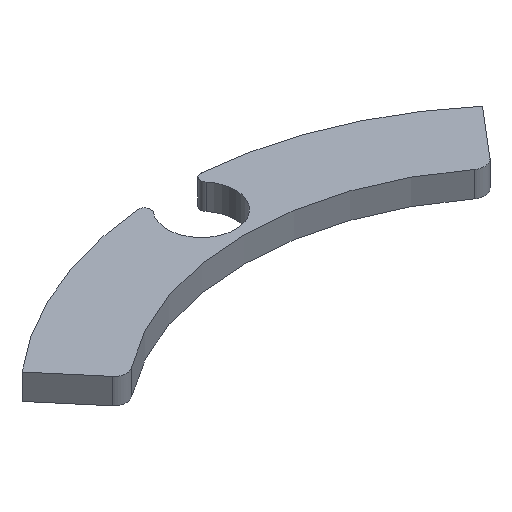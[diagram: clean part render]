
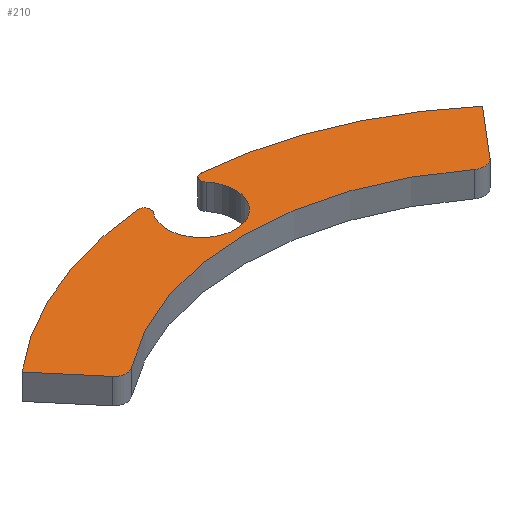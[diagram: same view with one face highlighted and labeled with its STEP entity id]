
A CAD part, isometric view. The second image highlights one B-rep face of the part: STEP entity #210.
In plain terms, the highlighted planar face has unit normal (0, 0, 1).
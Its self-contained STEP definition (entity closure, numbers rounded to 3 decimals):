
#16=PLANE('',#248);
#24=FACE_OUTER_BOUND('',#36,.T.);
#36=EDGE_LOOP('',(#163,#164,#165,#166,#167,#168,#169,#170,#171,#172));
#50=LINE('',#375,#64);
#51=LINE('',#382,#65);
#64=VECTOR('',#306,10.);
#65=VECTOR('',#313,10.);
#71=CIRCLE('',#232,1.);
#74=CIRCLE('',#236,5.35);
#81=CIRCLE('',#245,1.);
#82=CIRCLE('',#247,56.);
#83=CIRCLE('',#249,56.);
#84=CIRCLE('',#250,2.);
#85=CIRCLE('',#251,44.);
#86=CIRCLE('',#252,2.);
#87=VERTEX_POINT('',#333);
#88=VERTEX_POINT('',#334);
#92=VERTEX_POINT('',#344);
#100=VERTEX_POINT('',#364);
#101=VERTEX_POINT('',#368);
#102=VERTEX_POINT('',#372);
#103=VERTEX_POINT('',#374);
#104=VERTEX_POINT('',#376);
#105=VERTEX_POINT('',#378);
#106=VERTEX_POINT('',#380);
#107=EDGE_CURVE('',#87,#88,#71,.T.);
#113=EDGE_CURVE('',#87,#92,#74,.T.);
#123=EDGE_CURVE('',#100,#92,#81,.T.);
#124=EDGE_CURVE('',#101,#88,#82,.T.);
#126=EDGE_CURVE('',#100,#102,#83,.T.);
#127=EDGE_CURVE('',#102,#103,#50,.T.);
#128=EDGE_CURVE('',#103,#104,#84,.T.);
#129=EDGE_CURVE('',#104,#105,#85,.T.);
#130=EDGE_CURVE('',#105,#106,#86,.T.);
#131=EDGE_CURVE('',#106,#101,#51,.T.);
#163=ORIENTED_EDGE('',*,*,#107,.F.);
#164=ORIENTED_EDGE('',*,*,#113,.T.);
#165=ORIENTED_EDGE('',*,*,#123,.F.);
#166=ORIENTED_EDGE('',*,*,#126,.T.);
#167=ORIENTED_EDGE('',*,*,#127,.T.);
#168=ORIENTED_EDGE('',*,*,#128,.T.);
#169=ORIENTED_EDGE('',*,*,#129,.T.);
#170=ORIENTED_EDGE('',*,*,#130,.T.);
#171=ORIENTED_EDGE('',*,*,#131,.T.);
#172=ORIENTED_EDGE('',*,*,#124,.T.);
#210=ADVANCED_FACE('',(#24),#16,.F.);
#232=AXIS2_PLACEMENT_3D('',#335,#263,#264);
#236=AXIS2_PLACEMENT_3D('',#346,#274,#275);
#245=AXIS2_PLACEMENT_3D('',#366,#295,#296);
#247=AXIS2_PLACEMENT_3D('',#369,#299,#300);
#248=AXIS2_PLACEMENT_3D('',#371,#302,#303);
#249=AXIS2_PLACEMENT_3D('',#373,#304,#305);
#250=AXIS2_PLACEMENT_3D('',#377,#307,#308);
#251=AXIS2_PLACEMENT_3D('',#379,#309,#310);
#252=AXIS2_PLACEMENT_3D('',#381,#311,#312);
#263=DIRECTION('center_axis',(0.,0.,
-1.));
#264=DIRECTION('ref_axis',(-0.884,0.467,0.));
#274=DIRECTION('center_axis',(0.,0.,
-1.));
#275=DIRECTION('ref_axis',(1.,0.,0.));
#295=DIRECTION('center_axis',(0.,0.,
-1.));
#296=DIRECTION('ref_axis',(0.884,0.467,0.));
#299=DIRECTION('center_axis',(0.,0.,
1.));
#300=DIRECTION('ref_axis',(1.,0.,0.));
#302=DIRECTION('center_axis',(0.,0.,
-1.));
#303=DIRECTION('ref_axis',(1.,0.,0.));
#304=DIRECTION('center_axis',(0.,0.,
1.));
#305=DIRECTION('ref_axis',(1.,0.,0.));
#306=DIRECTION('',(0.646,-0.764,0.));
#307=DIRECTION('center_axis',(0.,0.,
1.));
#308=DIRECTION('ref_axis',(-0.105,-0.994,0.));
#309=DIRECTION('center_axis',(0.,0.,
-1.));
#310=DIRECTION('ref_axis',(1.,0.,0.));
#311=DIRECTION('center_axis',(0.,0.,
1.));
#312=DIRECTION('ref_axis',(0.105,-0.994,0.));
#313=DIRECTION('',(0.646,0.764,0.));
#333=CARTESIAN_POINT('',(4.192,54.321,19.521));
#334=CARTESIAN_POINT('',(5.054,55.952,19.521));
#335=CARTESIAN_POINT('Origin',(4.965,54.956,19.521));
#344=CARTESIAN_POINT('',(-4.076,54.321,19.521));
#346=CARTESIAN_POINT('Origin',(0.058,50.925,19.521));
#364=CARTESIAN_POINT('',(-4.938,55.952,19.521));
#366=CARTESIAN_POINT('Origin',(-4.848,54.956,19.521));
#368=CARTESIAN_POINT('',(36.214,42.94,19.521));
#369=CARTESIAN_POINT('Origin',(0.058,0.175,19.521));
#371=CARTESIAN_POINT('Origin',(0.058,0.175,19.521));
#372=CARTESIAN_POINT('',(-36.097,42.94,19.521));
#373=CARTESIAN_POINT('Origin',(0.058,0.175,19.521));
#374=CARTESIAN_POINT('',(-29.613,35.27,19.521));
#375=CARTESIAN_POINT('',(0.058,0.175,19.521));
#376=CARTESIAN_POINT('',(-26.862,34.979,19.521));
#377=CARTESIAN_POINT('Origin',(-28.086,36.561,19.521));
#378=CARTESIAN_POINT('',(26.978,34.979,19.521));
#379=CARTESIAN_POINT('Origin',(0.058,0.175,19.521));
#380=CARTESIAN_POINT('',(29.729,35.27,19.521));
#381=CARTESIAN_POINT('Origin',(28.202,36.561,19.521));
#382=CARTESIAN_POINT('',(0.058,0.175,19.521));
